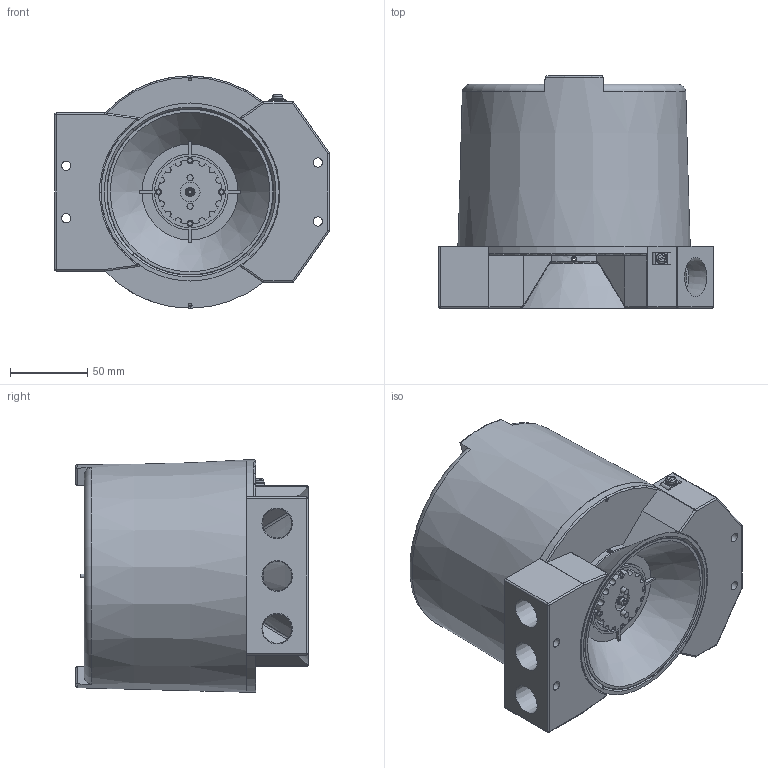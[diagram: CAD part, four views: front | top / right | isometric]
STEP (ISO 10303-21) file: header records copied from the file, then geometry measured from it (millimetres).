
FILE_DESCRIPTION(/* description */ (''),/* implementation_level */ '2;1');
FILE_NAME(/* name */ 'DID-DD-005-lxx24-F.stp',/* time_stamp */ '2020-05-20T11:22:33+02:00',/* author */ ('MadsRudLund-ValContr'),/* organization */ (''),/* preprocessor_version */ 'ST-DEVELOPER v17.2',/* originating_system */ 'Autodesk Inventor 2019',/* authorisation */ '');
FILE_SCHEMA (('AUTOMOTIVE_DESIGN { 1 0 10303 214 3 1 1 }'));
Length unit declared in the file: millimetre
Products named in the file (1): DID-DD-005-lxx24-F
Bounding box: 177.5 x 150 x 150 mm (x, y, z)
Surface area: 183865.5 mm2 (no closed solid volume)
Topology: 0 solids, 20 shells, 256 faces, 821 edges, 569 vertices
Faces by surface type: cylinder 97, plane 97, cone 28, torus 17, sphere 11, bspline 6
Full cylindrical faces by diameter (mm): 2.5 x2, 2.54 x1, 3.5 x2, 3.86 x4, 3.96 x2, 4.92 x1, 5 x1, 5.5 x1, 6 x4, 6.56 x1, 7.5 x1, 12.9 x1, 16 x2, 20 x2, 23.012 x1, 100 x1
Entity records: 11181 total; most frequent: CARTESIAN_POINT 3819, DIRECTION 1635, ORIENTED_EDGE 1374, EDGE_CURVE 811, AXIS2_PLACEMENT_3D 647, VERTEX_POINT 569, CIRCLE 382, LINE 341
